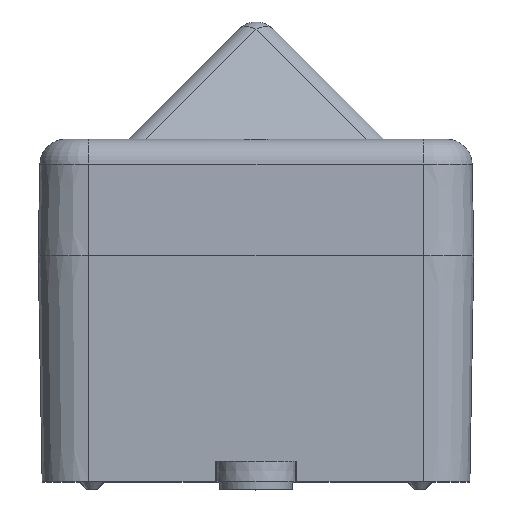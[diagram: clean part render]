
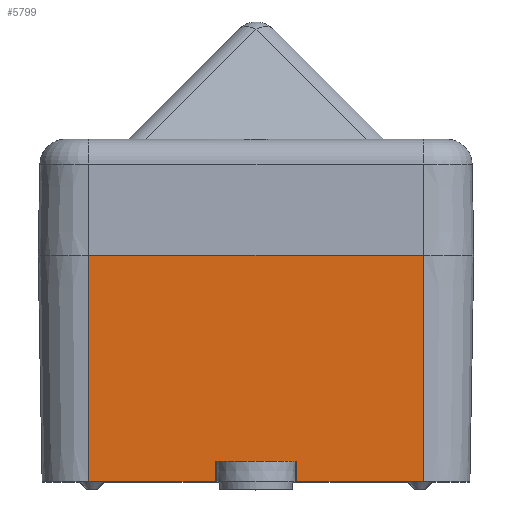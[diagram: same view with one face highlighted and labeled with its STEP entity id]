
A CAD part, top view. The second image highlights one B-rep face of the part: STEP entity #5799.
In plain terms, the highlighted planar face has unit normal (0, -0.018, 1).
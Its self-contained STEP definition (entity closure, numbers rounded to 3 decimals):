
#343 = VECTOR ( 'NONE', #35997, 1000. ) ;
#350 = DIRECTION ( 'NONE',  ( 1., 0., 0. ) ) ;
#1330 = EDGE_CURVE ( 'NONE', #5912, #18670, #15057, .T. ) ;
#1518 = EDGE_CURVE ( 'NONE', #10963, #31360, #32455, .T. ) ;
#1777 = CARTESIAN_POINT ( 'NONE',  ( -33.2, 0., 43.2 ) ) ;
#2848 = VECTOR ( 'NONE', #34611, 1000. ) ;
#3190 = ORIENTED_EDGE ( 'NONE', *, *, #24586, .F. ) ;
#3762 = DIRECTION ( 'NONE',  ( 1., 0., 0. ) ) ;
#5522 = EDGE_CURVE ( 'NONE', #15069, #10116, #6977, .T. ) ;
#5771 = ORIENTED_EDGE ( 'NONE', *, *, #14117, .T. ) ;
#5799 = ADVANCED_FACE ( 'NONE', ( #14847 ), #27223, .T. ) ;
#5912 = VERTEX_POINT ( 'NONE', #34887 ) ;
#5963 = CARTESIAN_POINT ( 'NONE',  ( -33.2, -44.9, 42.416 ) ) ;
#6977 = LINE ( 'NONE', #35131, #25927 ) ;
#7685 = ORIENTED_EDGE ( 'NONE', *, *, #36235, .T. ) ;
#7919 = ORIENTED_EDGE ( 'NONE', *, *, #1518, .F. ) ;
#9842 = LINE ( 'NONE', #31724, #35757 ) ;
#9889 = CARTESIAN_POINT ( 'NONE',  ( -7.717, -0.222, 43.196 ) ) ;
#10014 = LINE ( 'NONE', #13053, #12463 ) ;
#10116 = VERTEX_POINT ( 'NONE', #13893 ) ;
#10699 = LINE ( 'NONE', #38050, #37432 ) ;
#10918 = VECTOR ( 'NONE', #36150, 1000. ) ;
#10963 = VERTEX_POINT ( 'NONE', #5963 ) ;
#11471 = LINE ( 'NONE', #23606, #26707 ) ;
#11830 = DIRECTION ( 'NONE',  ( 0., -0.017, 1. ) ) ;
#11996 = VERTEX_POINT ( 'NONE', #30758 ) ;
#12463 = VECTOR ( 'NONE', #3762, 1000. ) ;
#12936 = LINE ( 'NONE', #9889, #2848 ) ;
#13053 = CARTESIAN_POINT ( 'NONE',  ( -33.2, -44.9, 42.416 ) ) ;
#13230 = ORIENTED_EDGE ( 'NONE', *, *, #5522, .T. ) ;
#13614 = DIRECTION ( 'NONE',  ( 0., 1., 0.017 ) ) ;
#13649 = DIRECTION ( 'NONE',  ( 0., 1., 0.017 ) ) ;
#13727 = CARTESIAN_POINT ( 'NONE',  ( -8.072, -40.9, 42.486 ) ) ;
#13893 = CARTESIAN_POINT ( 'NONE',  ( 33.2, 0., 43.2 ) ) ;
#14117 = EDGE_CURVE ( 'NONE', #39767, #5912, #9842, .T. ) ;
#14847 = FACE_OUTER_BOUND ( 'NONE', #38734, .T. ) ;
#14874 = VECTOR ( 'NONE', #13614, 1000. ) ;
#15057 = LINE ( 'NONE', #40013, #10918 ) ;
#15069 = VERTEX_POINT ( 'NONE', #31145 ) ;
#16393 = CARTESIAN_POINT ( 'NONE',  ( 8.106, -44.9, 42.416 ) ) ;
#16929 = DIRECTION ( 'NONE',  ( 0.009, -1., -0.017 ) ) ;
#18389 = ORIENTED_EDGE ( 'NONE', *, *, #20248, .T. ) ;
#18670 = VERTEX_POINT ( 'NONE', #22954 ) ;
#18772 = LINE ( 'NONE', #37024, #35136 ) ;
#19707 = CARTESIAN_POINT ( 'NONE',  ( -33.2, 0., 43.2 ) ) ;
#20248 = EDGE_CURVE ( 'NONE', #18670, #26678, #11471, .T. ) ;
#22755 = CARTESIAN_POINT ( 'NONE',  ( -33.2, 0., 43.2 ) ) ;
#22954 = CARTESIAN_POINT ( 'NONE',  ( 8.072, -40.9, 42.486 ) ) ;
#23606 = CARTESIAN_POINT ( 'NONE',  ( 7.712, 0.357, 43.206 ) ) ;
#24586 = EDGE_CURVE ( 'NONE', #31360, #10116, #29520, .T. ) ;
#25927 = VECTOR ( 'NONE', #13649, 1000. ) ;
#26678 = VERTEX_POINT ( 'NONE', #16393 ) ;
#26707 = VECTOR ( 'NONE', #16929, 1000. ) ;
#27223 = PLANE ( 'NONE',  #38867 ) ;
#29520 = LINE ( 'NONE', #1777, #343 ) ;
#30560 = EDGE_CURVE ( 'NONE', #10963, #11996, #10699, .T. ) ;
#30758 = CARTESIAN_POINT ( 'NONE',  ( -8.106, -44.9, 42.416 ) ) ;
#31145 = CARTESIAN_POINT ( 'NONE',  ( 33.2, -44.9, 42.416 ) ) ;
#31360 = VERTEX_POINT ( 'NONE', #22755 ) ;
#31602 = VERTEX_POINT ( 'NONE', #13727 ) ;
#31724 = CARTESIAN_POINT ( 'NONE',  ( -33.2, -40.9, 42.486 ) ) ;
#31817 = ORIENTED_EDGE ( 'NONE', *, *, #30560, .T. ) ;
#32455 = LINE ( 'NONE', #19707, #14874 ) ;
#33334 = EDGE_CURVE ( 'NONE', #26678, #15069, #10014, .T. ) ;
#34064 = ORIENTED_EDGE ( 'NONE', *, *, #34744, .T. ) ;
#34611 = DIRECTION ( 'NONE',  ( 0.009, 1., 0.017 ) ) ;
#34744 = EDGE_CURVE ( 'NONE', #11996, #31602, #12936, .T. ) ;
#34887 = CARTESIAN_POINT ( 'NONE',  ( 7.865, -40.9, 42.486 ) ) ;
#35131 = CARTESIAN_POINT ( 'NONE',  ( 33.2, 0., 43.2 ) ) ;
#35136 = VECTOR ( 'NONE', #35566, 1000. ) ;
#35566 = DIRECTION ( 'NONE',  ( 1., 0., 0. ) ) ;
#35757 = VECTOR ( 'NONE', #350, 1000. ) ;
#35997 = DIRECTION ( 'NONE',  ( 1., 0., 0. ) ) ;
#36150 = DIRECTION ( 'NONE',  ( 1., 0., 0. ) ) ;
#36235 = EDGE_CURVE ( 'NONE', #31602, #39767, #18772, .T. ) ;
#36429 = ORIENTED_EDGE ( 'NONE', *, *, #33334, .T. ) ;
#36469 = ORIENTED_EDGE ( 'NONE', *, *, #1330, .T. ) ;
#36546 = DIRECTION ( 'NONE',  ( 0., -1., -0.017 ) ) ;
#37024 = CARTESIAN_POINT ( 'NONE',  ( -33.2, -40.9, 42.486 ) ) ;
#37432 = VECTOR ( 'NONE', #37652, 1000. ) ;
#37450 = CARTESIAN_POINT ( 'NONE',  ( -7.865, -40.9, 42.486 ) ) ;
#37652 = DIRECTION ( 'NONE',  ( 1., 0., 0. ) ) ;
#38050 = CARTESIAN_POINT ( 'NONE',  ( -33.2, -44.9, 42.416 ) ) ;
#38734 = EDGE_LOOP ( 'NONE', ( #7685, #5771, #36469, #18389, #36429, #13230, #3190, #7919, #31817, #34064 ) ) ;
#38867 = AXIS2_PLACEMENT_3D ( 'NONE', #39589, #11830, #36546 ) ;
#39589 = CARTESIAN_POINT ( 'NONE',  ( -33.2, 0., 43.2 ) ) ;
#39767 = VERTEX_POINT ( 'NONE', #37450 ) ;
#40013 = CARTESIAN_POINT ( 'NONE',  ( -33.2, -40.9, 42.486 ) ) ;
